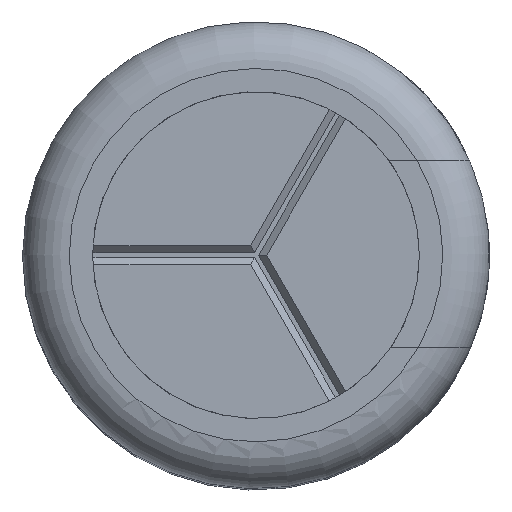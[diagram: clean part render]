
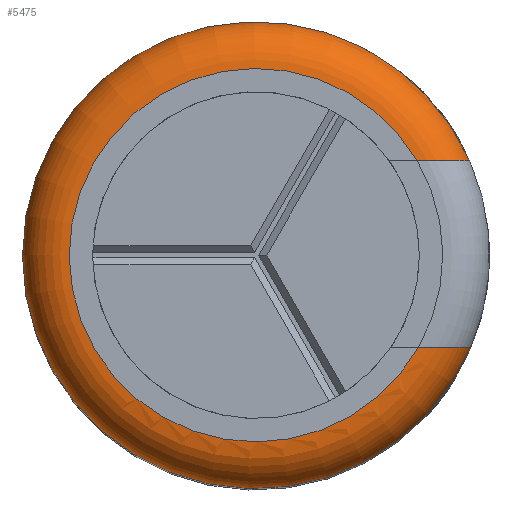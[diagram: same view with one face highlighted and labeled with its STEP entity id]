
A CAD part, top view. The second image highlights one B-rep face of the part: STEP entity #5475.
In plain terms, the highlighted toroidal (fillet/blend) face has major radius 4 mm and minor radius 1 mm.
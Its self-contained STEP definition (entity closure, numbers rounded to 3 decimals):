
#951 = CARTESIAN_POINT ( 'NONE',  ( 0., 0., 20. ) ) ;
#1174 = B_SPLINE_CURVE_WITH_KNOTS ( 'NONE', 3,
 ( #1295, #1484, #3696, #23166, #3313, #18943, #5919, #23346 ),
 .UNSPECIFIED., .F., .F.,
 ( 4, 2, 2, 4 ),
 ( 0.005, 0.005, 0.005, 0.006 ),
 .UNSPECIFIED. ) ;
#1245 = VERTEX_POINT ( 'NONE', #5377 ) ;
#1265 = CARTESIAN_POINT ( 'NONE',  ( 4.572, 2.024, 19. ) ) ;
#1295 = CARTESIAN_POINT ( 'NONE',  ( 4.593, -1.976, 19. ) ) ;
#1352 = VERTEX_POINT ( 'NONE', #17729 ) ;
#1484 = CARTESIAN_POINT ( 'NONE',  ( 4.593, -1.976, 19.138 ) ) ;
#1632 = DIRECTION ( 'NONE',  ( 1., 0., 0. ) ) ;
#1891 = CARTESIAN_POINT ( 'NONE',  ( 3.478, -1.976, 20. ) ) ;
#2166 = ORIENTED_EDGE ( 'NONE', *, *, #20808, .T. ) ;
#2204 = AXIS2_PLACEMENT_3D ( 'NONE', #23646, #8588, #3984 ) ;
#2248 = CARTESIAN_POINT ( 'NONE',  ( -5., 0., 19. ) ) ;
#2334 = CARTESIAN_POINT ( 'NONE',  ( 3.991, 2.024, 19.889 ) ) ;
#3313 = CARTESIAN_POINT ( 'NONE',  ( 4.354, -1.976, 19.639 ) ) ;
#3470 = DIRECTION ( 'NONE',  ( 0., 0., -1. ) ) ;
#3696 = CARTESIAN_POINT ( 'NONE',  ( 4.561, -1.976, 19.277 ) ) ;
#3746 = VERTEX_POINT ( 'NONE', #2248 ) ;
#3984 = DIRECTION ( 'NONE',  ( 1., 0., 0. ) ) ;
#4606 = ORIENTED_EDGE ( 'NONE', *, *, #26382, .T. ) ;
#5377 = CARTESIAN_POINT ( 'NONE',  ( 4.593, -1.976, 19. ) ) ;
#5475 = ADVANCED_FACE ( 'NONE', ( #27985 ), #22528, .T. ) ;
#5919 = CARTESIAN_POINT ( 'NONE',  ( 3.755, -1.976, 20. ) ) ;
#5990 = CARTESIAN_POINT ( 'NONE',  ( 4.417, 2.024, 19.531 ) ) ;
#6272 = CARTESIAN_POINT ( 'NONE',  ( 4.539, 2.024, 19.279 ) ) ;
#8588 = DIRECTION ( 'NONE',  ( 0., 0., 1. ) ) ;
#9013 = VERTEX_POINT ( 'NONE', #1265 ) ;
#12269 = CIRCLE ( 'NONE', #27290, 5. ) ;
#12451 = CIRCLE ( 'NONE', #24297, 4. ) ;
#13567 = ORIENTED_EDGE ( 'NONE', *, *, #21183, .F. ) ;
#14487 = VERTEX_POINT ( 'NONE', #1891 ) ;
#14951 = CARTESIAN_POINT ( 'NONE',  ( 3.727, 2.024, 19.979 ) ) ;
#15066 = CARTESIAN_POINT ( 'NONE',  ( 4.115, 2.024, 19.821 ) ) ;
#16504 = DIRECTION ( 'NONE',  ( 1., 0., 0. ) ) ;
#16826 = CARTESIAN_POINT ( 'NONE',  ( 0., 0., 19. ) ) ;
#17535 = EDGE_CURVE ( 'NONE', #1352, #14487, #12451, .T. ) ;
#17729 = CARTESIAN_POINT ( 'NONE',  ( 3.45, 2.024, 20. ) ) ;
#18941 = ORIENTED_EDGE ( 'NONE', *, *, #17535, .F. ) ;
#18943 = CARTESIAN_POINT ( 'NONE',  ( 4.035, -1.976, 19.91 ) ) ;
#20236 = AXIS2_PLACEMENT_3D ( 'NONE', #25491, #3470, #1632 ) ;
#20808 = EDGE_CURVE ( 'NONE', #1245, #14487, #1174, .T. ) ;
#21183 = EDGE_CURVE ( 'NONE', #3746, #9013, #27970, .T. ) ;
#21921 = EDGE_LOOP ( 'NONE', ( #24876, #2166, #18941, #4606, #13567 ) ) ;
#22528 = TOROIDAL_SURFACE ( 'NONE', #2204, 4., 1. ) ;
#23166 = CARTESIAN_POINT ( 'NONE',  ( 4.441, -1.976, 19.527 ) ) ;
#23346 = CARTESIAN_POINT ( 'NONE',  ( 3.478, -1.976, 20. ) ) ;
#23436 = DIRECTION ( 'NONE',  ( 1., 0., 0. ) ) ;
#23646 = CARTESIAN_POINT ( 'NONE',  ( 0., 0., 19. ) ) ;
#23807 = B_SPLINE_CURVE_WITH_KNOTS ( 'NONE', 3,
 ( #23808, #25861, #14951, #2334, #15066, #27983, #5990, #6272, #27885, #25995 ),
 .UNSPECIFIED., .F., .F.,
 ( 4, 2, 2, 2, 4 ),
 ( 0.001, 0.001, 0.001, 0.002, 0.002 ),
 .UNSPECIFIED. ) ;
#23808 = CARTESIAN_POINT ( 'NONE',  ( 3.45, 2.024, 20. ) ) ;
#24297 = AXIS2_PLACEMENT_3D ( 'NONE', #951, #27409, #16504 ) ;
#24505 = EDGE_CURVE ( 'NONE', #1245, #3746, #12269, .T. ) ;
#24876 = ORIENTED_EDGE ( 'NONE', *, *, #24505, .F. ) ;
#25491 = CARTESIAN_POINT ( 'NONE',  ( 0., 0., 19. ) ) ;
#25536 = DIRECTION ( 'NONE',  ( 0., 0., -1. ) ) ;
#25861 = CARTESIAN_POINT ( 'NONE',  ( 3.59, 2.024, 20. ) ) ;
#25995 = CARTESIAN_POINT ( 'NONE',  ( 4.572, 2.024, 19. ) ) ;
#26382 = EDGE_CURVE ( 'NONE', #1352, #9013, #23807, .T. ) ;
#27290 = AXIS2_PLACEMENT_3D ( 'NONE', #16826, #25536, #23436 ) ;
#27409 = DIRECTION ( 'NONE',  ( 0., 0., 1. ) ) ;
#27885 = CARTESIAN_POINT ( 'NONE',  ( 4.572, 2.024, 19.14 ) ) ;
#27970 = CIRCLE ( 'NONE', #20236, 5. ) ;
#27983 = CARTESIAN_POINT ( 'NONE',  ( 4.328, 2.024, 19.642 ) ) ;
#27985 = FACE_OUTER_BOUND ( 'NONE', #21921, .T. ) ;
